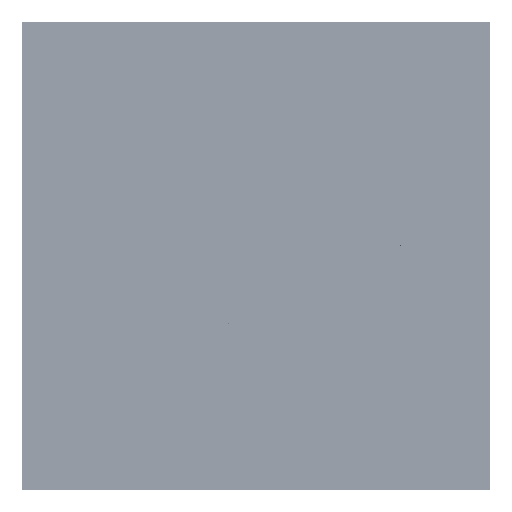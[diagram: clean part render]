
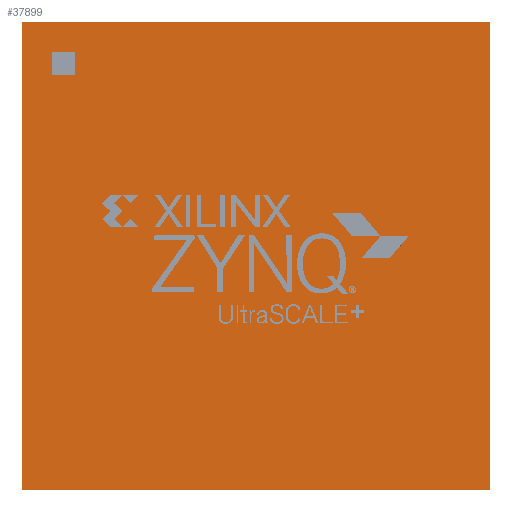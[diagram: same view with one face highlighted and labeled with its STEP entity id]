
A CAD part, top view. The second image highlights one B-rep face of the part: STEP entity #37899.
In plain terms, the highlighted planar face has unit normal (0, 0, 1).
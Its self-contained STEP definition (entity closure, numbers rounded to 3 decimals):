
#37787 = VERTEX_POINT('',#37788);
#37788 = CARTESIAN_POINT('',(15.5,15.5,3.285));
#37794 = EDGE_CURVE('',#37787,#37795,#37797,.T.);
#37795 = VERTEX_POINT('',#37796);
#37796 = CARTESIAN_POINT('',(-15.5,15.5,3.285));
#37797 = LINE('',#37798,#37799);
#37798 = CARTESIAN_POINT('',(15.5,15.5,3.285));
#37799 = VECTOR('',#37800,1.);
#37800 = DIRECTION('',(-1.,0.,0.));
#37827 = VERTEX_POINT('',#37828);
#37828 = CARTESIAN_POINT('',(15.5,-15.5,3.285));
#37834 = EDGE_CURVE('',#37827,#37787,#37835,.T.);
#37835 = LINE('',#37836,#37837);
#37836 = CARTESIAN_POINT('',(15.5,-15.5,3.285));
#37837 = VECTOR('',#37838,1.);
#37838 = DIRECTION('',(0.,1.,0.));
#37856 = EDGE_CURVE('',#37795,#37857,#37859,.T.);
#37857 = VERTEX_POINT('',#37858);
#37858 = CARTESIAN_POINT('',(-15.5,-15.5,3.285));
#37859 = LINE('',#37860,#37861);
#37860 = CARTESIAN_POINT('',(-15.5,15.5,3.285));
#37861 = VECTOR('',#37862,1.);
#37862 = DIRECTION('',(0.,-1.,0.));
#37899 = ADVANCED_FACE('',(#37900,#37911),#37945,.T.);
#37900 = FACE_BOUND('',#37901,.T.);
#37901 = EDGE_LOOP('',(#37902,#37903,#37904,#37910));
#37902 = ORIENTED_EDGE('',*,*,#37794,.T.);
#37903 = ORIENTED_EDGE('',*,*,#37856,.T.);
#37904 = ORIENTED_EDGE('',*,*,#37905,.T.);
#37905 = EDGE_CURVE('',#37857,#37827,#37906,.T.);
#37906 = LINE('',#37907,#37908);
#37907 = CARTESIAN_POINT('',(-15.5,-15.5,3.285));
#37908 = VECTOR('',#37909,1.);
#37909 = DIRECTION('',(1.,0.,0.));
#37910 = ORIENTED_EDGE('',*,*,#37834,.T.);
#37911 = FACE_BOUND('',#37912,.T.);
#37912 = EDGE_LOOP('',(#37913,#37923,#37931,#37939));
#37913 = ORIENTED_EDGE('',*,*,#37914,.T.);
#37914 = EDGE_CURVE('',#37915,#37917,#37919,.T.);
#37915 = VERTEX_POINT('',#37916);
#37916 = CARTESIAN_POINT('',(-13.5,12.,3.285));
#37917 = VERTEX_POINT('',#37918);
#37918 = CARTESIAN_POINT('',(-13.5,13.5,3.285));
#37919 = LINE('',#37920,#37921);
#37920 = CARTESIAN_POINT('',(-13.5,12.,3.285));
#37921 = VECTOR('',#37922,1.);
#37922 = DIRECTION('',(0.,1.,0.));
#37923 = ORIENTED_EDGE('',*,*,#37924,.T.);
#37924 = EDGE_CURVE('',#37917,#37925,#37927,.T.);
#37925 = VERTEX_POINT('',#37926);
#37926 = CARTESIAN_POINT('',(-12.,13.5,3.285));
#37927 = LINE('',#37928,#37929);
#37928 = CARTESIAN_POINT('',(-13.5,13.5,3.285));
#37929 = VECTOR('',#37930,1.);
#37930 = DIRECTION('',(1.,0.,0.));
#37931 = ORIENTED_EDGE('',*,*,#37932,.T.);
#37932 = EDGE_CURVE('',#37925,#37933,#37935,.T.);
#37933 = VERTEX_POINT('',#37934);
#37934 = CARTESIAN_POINT('',(-12.,12.,3.285));
#37935 = LINE('',#37936,#37937);
#37936 = CARTESIAN_POINT('',(-12.,13.5,3.285));
#37937 = VECTOR('',#37938,1.);
#37938 = DIRECTION('',(0.,-1.,0.));
#37939 = ORIENTED_EDGE('',*,*,#37940,.T.);
#37940 = EDGE_CURVE('',#37933,#37915,#37941,.T.);
#37941 = LINE('',#37942,#37943);
#37942 = CARTESIAN_POINT('',(-12.,12.,3.285));
#37943 = VECTOR('',#37944,1.);
#37944 = DIRECTION('',(-1.,0.,0.));
#37945 = PLANE('',#37946);
#37946 = AXIS2_PLACEMENT_3D('',#37947,#37948,#37949);
#37947 = CARTESIAN_POINT('',(0.,0.,3.285));
#37948 = DIRECTION('',(0.,0.,1.));
#37949 = DIRECTION('',(1.,0.,0.));
